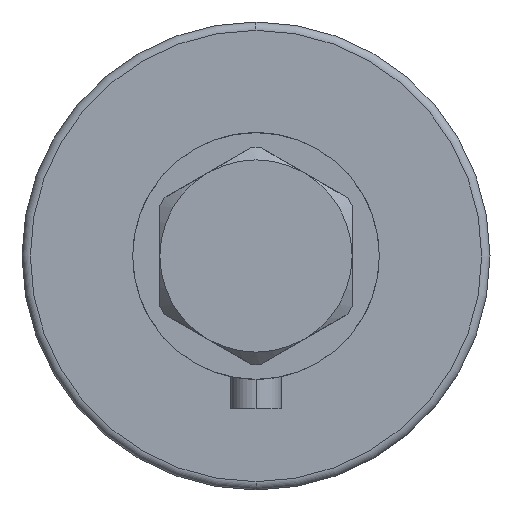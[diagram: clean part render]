
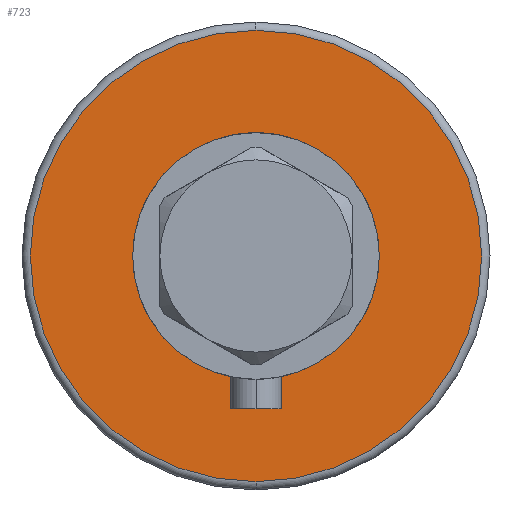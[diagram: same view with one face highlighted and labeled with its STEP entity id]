
A CAD part, left-side view. The second image highlights one B-rep face of the part: STEP entity #723.
In plain terms, the highlighted face is planar.
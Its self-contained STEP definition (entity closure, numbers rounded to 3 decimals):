
#4 = AXIS2_PLACEMENT_3D ( 'NONE', #401, #1509, #4843 ) ;
#158 = ORIENTED_EDGE ( 'NONE', *, *, #4349, .T. ) ;
#180 = CARTESIAN_POINT ( 'NONE',  ( 0., 0., 0. ) ) ;
#201 = DIRECTION ( 'NONE',  ( 1., 0., 0. ) ) ;
#214 = CARTESIAN_POINT ( 'NONE',  ( 54., 0., 0. ) ) ;
#250 = EDGE_CURVE ( 'NONE', #1147, #4292, #4220, .T. ) ;
#268 = CARTESIAN_POINT ( 'NONE',  ( -24., 0., 0. ) ) ;
#290 = ORIENTED_EDGE ( 'NONE', *, *, #1555, .T. ) ;
#401 = CARTESIAN_POINT ( 'NONE',  ( 0., 0., 0. ) ) ;
#611 = FACE_OUTER_BOUND ( 'NONE', #4367, .T. ) ;
#644 = ORIENTED_EDGE ( 'NONE', *, *, #1901, .T. ) ;
#723 = ADVANCED_FACE ( 'NONE', ( #611, #1266 ), #1696, .F. ) ;
#1147 = VERTEX_POINT ( 'NONE', #268 ) ;
#1264 = AXIS2_PLACEMENT_3D ( 'NONE', #4248, #3131, #4648 ) ;
#1266 = FACE_BOUND ( 'NONE', #2241, .T. ) ;
#1392 = DIRECTION ( 'NONE',  ( 0., 0., 1. ) ) ;
#1501 = CARTESIAN_POINT ( 'NONE',  ( -54., 0., 0. ) ) ;
#1509 = DIRECTION ( 'NONE',  ( 0., 0., -1. ) ) ;
#1555 = EDGE_CURVE ( 'NONE', #4292, #1147, #2878, .T. ) ;
#1651 = DIRECTION ( 'NONE',  ( 1., 0., 0. ) ) ;
#1696 = PLANE ( 'NONE',  #3191 ) ;
#1901 = EDGE_CURVE ( 'NONE', #3152, #2731, #3453, .T. ) ;
#2064 = CARTESIAN_POINT ( 'NONE',  ( 24., 0., 0. ) ) ;
#2241 = EDGE_LOOP ( 'NONE', ( #290, #3057 ) ) ;
#2403 = DIRECTION ( 'NONE',  ( 1., 0., 0. ) ) ;
#2633 = AXIS2_PLACEMENT_3D ( 'NONE', #3568, #1392, #201 ) ;
#2731 = VERTEX_POINT ( 'NONE', #214 ) ;
#2836 = DIRECTION ( 'NONE',  ( 0., 0., 1. ) ) ;
#2878 = CIRCLE ( 'NONE', #4146, 24. ) ;
#3057 = ORIENTED_EDGE ( 'NONE', *, *, #250, .T. ) ;
#3131 = DIRECTION ( 'NONE',  ( 0., 0., -1. ) ) ;
#3152 = VERTEX_POINT ( 'NONE', #1501 ) ;
#3191 = AXIS2_PLACEMENT_3D ( 'NONE', #4263, #3521, #1651 ) ;
#3361 = CIRCLE ( 'NONE', #1264, 54. ) ;
#3453 = CIRCLE ( 'NONE', #4, 54. ) ;
#3521 = DIRECTION ( 'NONE',  ( 0., 0., 1. ) ) ;
#3568 = CARTESIAN_POINT ( 'NONE',  ( 0., 0., 0. ) ) ;
#4146 = AXIS2_PLACEMENT_3D ( 'NONE', #180, #2836, #2403 ) ;
#4220 = CIRCLE ( 'NONE', #2633, 24. ) ;
#4248 = CARTESIAN_POINT ( 'NONE',  ( 0., 0., 0. ) ) ;
#4263 = CARTESIAN_POINT ( 'NONE',  ( 0., 0., 0. ) ) ;
#4292 = VERTEX_POINT ( 'NONE', #2064 ) ;
#4349 = EDGE_CURVE ( 'NONE', #2731, #3152, #3361, .T. ) ;
#4367 = EDGE_LOOP ( 'NONE', ( #158, #644 ) ) ;
#4648 = DIRECTION ( 'NONE',  ( 1., 0., 0. ) ) ;
#4843 = DIRECTION ( 'NONE',  ( 1., 0., 0. ) ) ;
